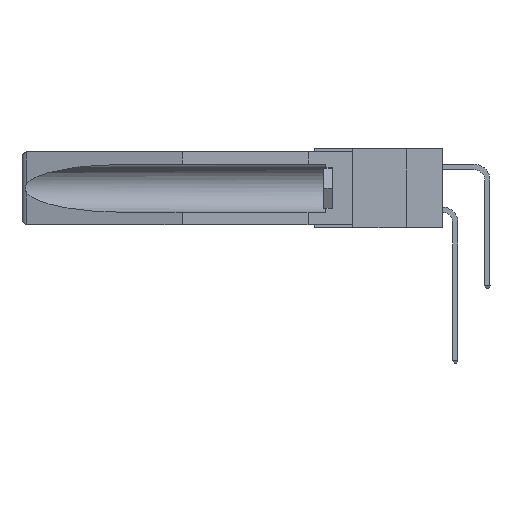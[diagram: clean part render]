
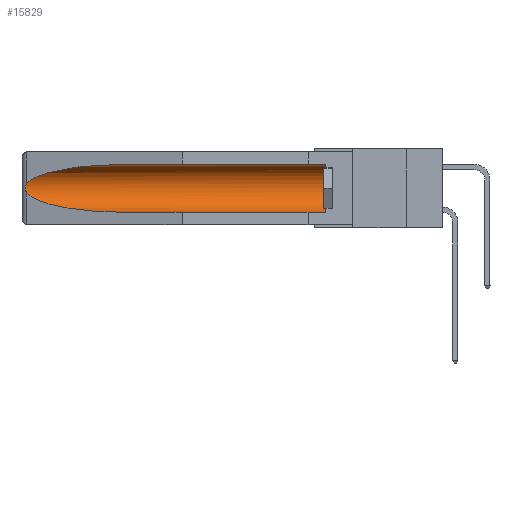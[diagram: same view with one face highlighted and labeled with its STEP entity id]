
A CAD part, left-side view. The second image highlights one B-rep face of the part: STEP entity #15829.
In plain terms, the highlighted cylindrical face has radius 2.857 mm (diameter 5.715 mm), a partial arc.
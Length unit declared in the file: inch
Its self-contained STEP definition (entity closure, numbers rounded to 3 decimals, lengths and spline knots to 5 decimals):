
#179 = CARTESIAN_POINT ( 'NONE',  ( 0.25451, 1.48313, -0.24835 ) ) ;
#960 = ORIENTED_EDGE ( 'NONE', *, *, #32714, .T. ) ;
#992 = CARTESIAN_POINT ( 'NONE',  ( 0.25451, 1.48313, -0.09465 ) ) ;
#2285 = EDGE_LOOP ( 'NONE', ( #30419, #10490, #32582, #28964, #30005, #960 ) ) ;
#2315 = CARTESIAN_POINT ( 'NONE',  ( 0.155, 0.126, -0.1715 ) ) ;
#2657 = VERTEX_POINT ( 'NONE', #22572 ) ;
#3116 = VERTEX_POINT ( 'NONE', #4552 ) ;
#3390 = VERTEX_POINT ( 'NONE', #33022 ) ;
#4060 = CARTESIAN_POINT ( 'NONE',  ( 0.155, 1.07973, -0.059 ) ) ;
#4111 =( BOUNDED_CURVE ( )  B_SPLINE_CURVE ( 3, ( #14112, #179, #19740, #8989 ),
 .UNSPECIFIED., .F., .F. ) 
 B_SPLINE_CURVE_WITH_KNOTS ( ( 4, 4 ),
 ( 0.1948, 1.5708 ),
 .UNSPECIFIED. ) 
 CURVE ( )  GEOMETRIC_REPRESENTATION_ITEM ( )  RATIONAL_B_SPLINE_CURVE ( ( 1., 0.848, 0.848, 1. ) ) 
 REPRESENTATION_ITEM ( '' )  );
#4336 = VERTEX_POINT ( 'NONE', #32936 ) ;
#4552 = CARTESIAN_POINT ( 'NONE',  ( 0.26537, 1.52718, -0.19328 ) ) ;
#4630 = CARTESIAN_POINT ( 'NONE',  ( 0.26654, 1.53092, -0.15636 ) ) ;
#4762 = CARTESIAN_POINT ( 'NONE',  ( 0.26537, 1.52718, -0.14972 ) ) ;
#5180 = CIRCLE ( 'NONE', #16923, 0.1125 ) ;
#7537 = CARTESIAN_POINT ( 'NONE',  ( 0.26597, 1.5296, -0.19026 ) ) ;
#8989 = CARTESIAN_POINT ( 'NONE',  ( 0.155, 1.07973, -0.284 ) ) ;
#10490 = ORIENTED_EDGE ( 'NONE', *, *, #31483, .T. ) ;
#12243 = CARTESIAN_POINT ( 'NONE',  ( 0.21114, 1.30732, -0.059 ) ) ;
#12524 = VECTOR ( 'NONE', #32366, 39.37008 ) ;
#13040 = CARTESIAN_POINT ( 'NONE',  ( 0.2675, 1.53308, -0.17534 ) ) ;
#13249 = VECTOR ( 'NONE', #28806, 39.37008 ) ;
#13410 = DIRECTION ( 'NONE',  ( 0., 0., 1. ) ) ;
#14112 = CARTESIAN_POINT ( 'NONE',  ( 0.26537, 1.52718, -0.19328 ) ) ;
#15230 = CARTESIAN_POINT ( 'NONE',  ( 0.155, -0.30754, -0.1715 ) ) ;
#15829 = ADVANCED_FACE ( 'NONE', ( #33289 ), #30146, .F. ) ;
#16074 = CARTESIAN_POINT ( 'NONE',  ( 0.26537, 1.52718, -0.19328 ) ) ;
#16923 = AXIS2_PLACEMENT_3D ( 'NONE', #2315, #21947, #13410 ) ;
#17718 = AXIS2_PLACEMENT_3D ( 'NONE', #15230, #34930, #23290 ) ;
#18886 = CARTESIAN_POINT ( 'NONE',  ( 0.2673, 1.53269, -0.17917 ) ) ;
#19740 = CARTESIAN_POINT ( 'NONE',  ( 0.21114, 1.30732, -0.284 ) ) ;
#21130 = VERTEX_POINT ( 'NONE', #21493 ) ;
#21493 = CARTESIAN_POINT ( 'NONE',  ( 0.26537, 1.52718, -0.14972 ) ) ;
#21588 = CARTESIAN_POINT ( 'NONE',  ( 0.26597, 1.52961, -0.15275 ) ) ;
#21947 = DIRECTION ( 'NONE',  ( 0., -1., 0. ) ) ;
#22572 = CARTESIAN_POINT ( 'NONE',  ( 0.155, 1.07973, -0.284 ) ) ;
#23290 = DIRECTION ( 'NONE',  ( 0., 0., 1. ) ) ;
#24275 = CARTESIAN_POINT ( 'NONE',  ( 0.26655, 1.53094, -0.18657 ) ) ;
#25717 = EDGE_CURVE ( 'NONE', #3390, #21130, #32388, .T. ) ;
#26076 = CARTESIAN_POINT ( 'NONE',  ( 0.155, -0.30754, -0.059 ) ) ;
#26751 = EDGE_CURVE ( 'NONE', #4336, #2657, #35358, .T. ) ;
#27776 = CARTESIAN_POINT ( 'NONE',  ( 0.155, 0.126, -0.059 ) ) ;
#28806 = DIRECTION ( 'NONE',  ( 0., 1., 0. ) ) ;
#28964 = ORIENTED_EDGE ( 'NONE', *, *, #26751, .F. ) ;
#29104 = EDGE_CURVE ( 'NONE', #4336, #33189, #5180, .T. ) ;
#29650 = CARTESIAN_POINT ( 'NONE',  ( 0.155, -0.30754, -0.284 ) ) ;
#29830 = CARTESIAN_POINT ( 'NONE',  ( 0.2673, 1.5327, -0.16383 ) ) ;
#30005 = ORIENTED_EDGE ( 'NONE', *, *, #29104, .T. ) ;
#30146 = CYLINDRICAL_SURFACE ( 'NONE', #17718, 0.1125 ) ;
#30419 = ORIENTED_EDGE ( 'NONE', *, *, #25717, .T. ) ;
#30835 = LINE ( 'NONE', #26076, #13249 ) ;
#31483 = EDGE_CURVE ( 'NONE', #21130, #3116, #34673, .T. ) ;
#32087 = CARTESIAN_POINT ( 'NONE',  ( 0.26537, 1.52718, -0.14972 ) ) ;
#32366 = DIRECTION ( 'NONE',  ( 0., 1., 0. ) ) ;
#32388 =( BOUNDED_CURVE ( )  B_SPLINE_CURVE ( 3, ( #4060, #12243, #992, #32087 ),
 .UNSPECIFIED., .F., .F. ) 
 B_SPLINE_CURVE_WITH_KNOTS ( ( 4, 4 ),
 ( 4.71239, 6.08839 ),
 .UNSPECIFIED. ) 
 CURVE ( )  GEOMETRIC_REPRESENTATION_ITEM ( )  RATIONAL_B_SPLINE_CURVE ( ( 1., 0.848, 0.848, 1. ) ) 
 REPRESENTATION_ITEM ( '' )  );
#32582 = ORIENTED_EDGE ( 'NONE', *, *, #33883, .T. ) ;
#32714 = EDGE_CURVE ( 'NONE', #33189, #3390, #30835, .T. ) ;
#32936 = CARTESIAN_POINT ( 'NONE',  ( 0.155, 0.126, -0.284 ) ) ;
#33022 = CARTESIAN_POINT ( 'NONE',  ( 0.155, 1.07973, -0.059 ) ) ;
#33189 = VERTEX_POINT ( 'NONE', #27776 ) ;
#33289 = FACE_OUTER_BOUND ( 'NONE', #2285, .T. ) ;
#33883 = EDGE_CURVE ( 'NONE', #3116, #2657, #4111, .T. ) ;
#34673 = B_SPLINE_CURVE_WITH_KNOTS ( 'NONE', 3,
 ( #4762, #21588, #4630, #29830, #35638, #13040, #18886, #24275, #7537, #16074 ),
 .UNSPECIFIED., .F., .F.,
 ( 4, 2, 2, 2, 4 ),
 ( 0., 0.00029, 0.00058, 0.00087, 0.00117 ),
 .UNSPECIFIED. ) ;
#34930 = DIRECTION ( 'NONE',  ( 0., 1., 0. ) ) ;
#35358 = LINE ( 'NONE', #29650, #12524 ) ;
#35638 = CARTESIAN_POINT ( 'NONE',  ( 0.2675, 1.53308, -0.16763 ) ) ;
